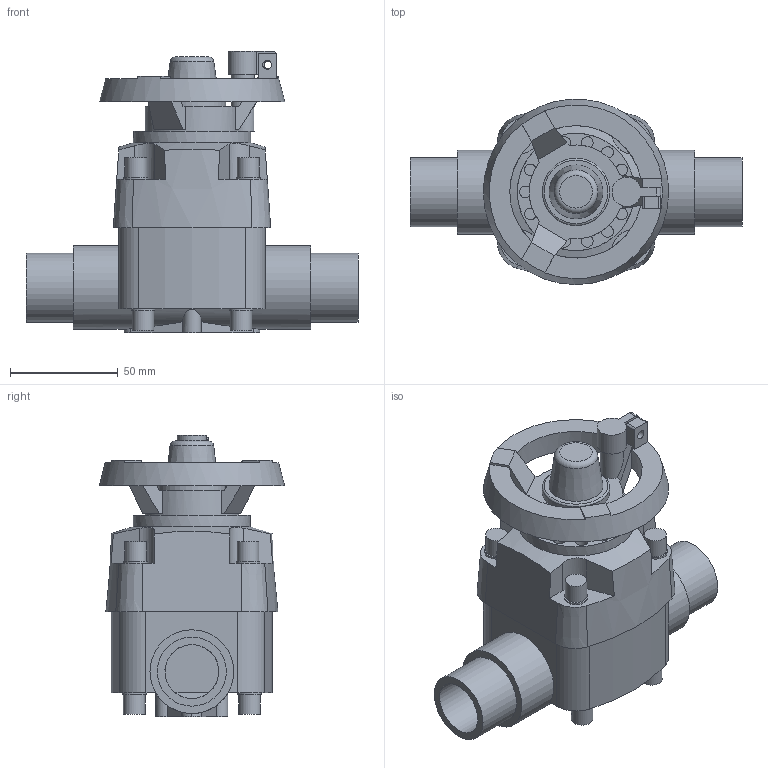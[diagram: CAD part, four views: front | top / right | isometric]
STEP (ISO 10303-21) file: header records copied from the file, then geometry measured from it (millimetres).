
FILE_DESCRIPTION((''),'2;1');
FILE_NAME('PV20001B032.stp','2022-02-17T13:53:02',('RL'),(''),'Autodesk Inventor 2012','Autodesk Inventor 2012','');
FILE_SCHEMA(('AUTOMOTIVE_DESIGN { 1 0 10303 214 1 1 1 1 }'));
Length unit declared in the file: millimetre
Products named in the file (1): PV20001B032
Bounding box: 154 x 85.87 x 130.71 mm (x, y, z)
Volume: 488723.7 mm3; surface area: 70662 mm2
Topology: 1 solids, 2 shells, 214 faces, 529 edges, 341 vertices
Faces by surface type: plane 134, cylinder 68, cone 10, torus 2
Full cylindrical faces by diameter (mm): 3.583 x1, 4.095 x1, 5 x2, 5.44 x14, 10.074 x8, 10.88 x1, 11.081 x8, 25 x2, 31.28 x1, 32 x2, 38.85 x1, 54.4 x1, 61.429 x1, 67.571 x1, 79.857 x1
Entity records: 6282 total; most frequent: CARTESIAN_POINT 1173, DIRECTION 1068, ORIENTED_EDGE 906, EDGE_CURVE 453, AXIS2_PLACEMENT_3D 439, VERTEX_POINT 317, EDGE_LOOP 296, STYLED_ITEM 214
